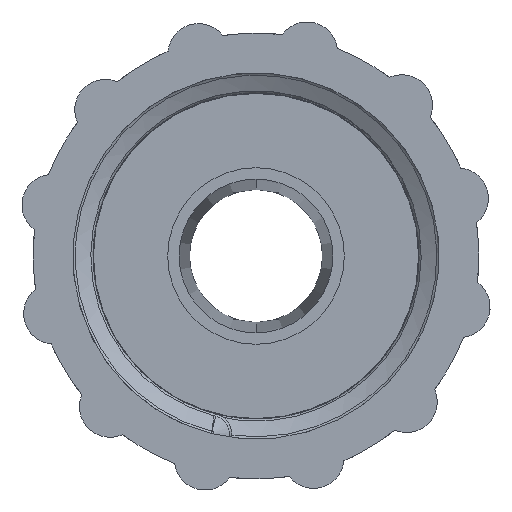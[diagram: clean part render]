
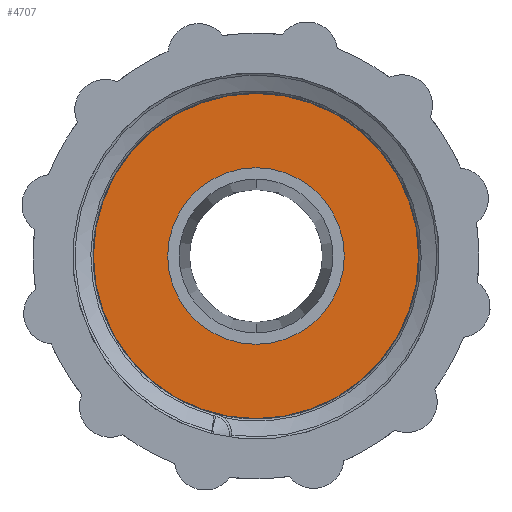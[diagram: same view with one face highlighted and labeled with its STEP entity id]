
A CAD part, left-side view. The second image highlights one B-rep face of the part: STEP entity #4707.
In plain terms, the highlighted planar face has unit normal (-1, 0, 0).
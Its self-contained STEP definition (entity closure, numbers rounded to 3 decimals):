
#1177 = CARTESIAN_POINT ( 'NONE',  ( -1.15, 0., 5.05 ) ) ;
#1178 = CARTESIAN_POINT ( 'NONE',  ( -1.15, 0., -5.05 ) ) ;
#1182 = CARTESIAN_POINT ( 'NONE',  ( -1.15, 0., -9.3 ) ) ;
#1183 = CARTESIAN_POINT ( 'NONE',  ( -1.15, 0., 9.3 ) ) ;
#2218 = CIRCLE ( 'NONE', #2223, 5.05 ) ;
#2220 = CIRCLE ( 'NONE', #2225, 9.3 ) ;
#2223 = AXIS2_PLACEMENT_3D ( 'NONE', #4248, #4249, #4250 ) ;
#2224 = CIRCLE ( 'NONE', #2237, 5.05 ) ;
#2225 = AXIS2_PLACEMENT_3D ( 'NONE', #4252, #4253, #4254 ) ;
#2232 = CIRCLE ( 'NONE', #2234, 9.3 ) ;
#2234 = AXIS2_PLACEMENT_3D ( 'NONE', #4270, #4271, #4272 ) ;
#2237 = AXIS2_PLACEMENT_3D ( 'NONE', #4282, #4283, #4284 ) ;
#4248 = CARTESIAN_POINT ( 'NONE',  ( -1.15, 0., 0. ) ) ;
#4249 = DIRECTION ( 'NONE',  ( -1., 0., 0. ) ) ;
#4250 = DIRECTION ( 'NONE',  ( 0., 0., 1. ) ) ;
#4252 = CARTESIAN_POINT ( 'NONE',  ( -1.15, 0., 0. ) ) ;
#4253 = DIRECTION ( 'NONE',  ( -1., 0., 0. ) ) ;
#4254 = DIRECTION ( 'NONE',  ( 0., 0., 1. ) ) ;
#4270 = CARTESIAN_POINT ( 'NONE',  ( -1.15, 0., 0. ) ) ;
#4271 = DIRECTION ( 'NONE',  ( -1., 0., 0. ) ) ;
#4272 = DIRECTION ( 'NONE',  ( 0., 0., 1. ) ) ;
#4282 = CARTESIAN_POINT ( 'NONE',  ( -1.15, 0., 0. ) ) ;
#4283 = DIRECTION ( 'NONE',  ( -1., 0., 0. ) ) ;
#4284 = DIRECTION ( 'NONE',  ( 0., 0., 1. ) ) ;
#4707 = ADVANCED_FACE ( 'NONE', ( #7136, #7137 ), #7138, .F. ) ;
#5151 = ORIENTED_EDGE ( 'NONE', *, *, #5665, .F. ) ;
#5152 = ORIENTED_EDGE ( 'NONE', *, *, #5675, .F. ) ;
#5153 = ORIENTED_EDGE ( 'NONE', *, *, #5666, .T. ) ;
#5154 = ORIENTED_EDGE ( 'NONE', *, *, #5672, .T. ) ;
#5439 = VERTEX_POINT ( 'NONE', #1177 ) ;
#5440 = VERTEX_POINT ( 'NONE', #1178 ) ;
#5444 = VERTEX_POINT ( 'NONE', #1182 ) ;
#5445 = VERTEX_POINT ( 'NONE', #1183 ) ;
#5665 = EDGE_CURVE ( 'NONE', #5439, #5440, #2218, .T. ) ;
#5666 = EDGE_CURVE ( 'NONE', #5445, #5444, #2220, .T. ) ;
#5672 = EDGE_CURVE ( 'NONE', #5444, #5445, #2232, .T. ) ;
#5675 = EDGE_CURVE ( 'NONE', #5440, #5439, #2224, .T. ) ;
#6623 = EDGE_LOOP ( 'NONE', ( #5151, #5152 ) ) ;
#6624 = EDGE_LOOP ( 'NONE', ( #5153, #5154 ) ) ;
#6691 = AXIS2_PLACEMENT_3D ( 'NONE', #7132, #7140, #7141 ) ;
#7132 = CARTESIAN_POINT ( 'NONE',  ( -1.15, 0., -9.3 ) ) ;
#7136 = FACE_BOUND ( 'NONE', #6623, .T. ) ;
#7137 = FACE_OUTER_BOUND ( 'NONE', #6624, .T. ) ;
#7138 = PLANE ( 'NONE',  #6691 ) ;
#7140 = DIRECTION ( 'NONE',  ( 1., 0., 0. ) ) ;
#7141 = DIRECTION ( 'NONE',  ( 0., 0., -1. ) ) ;
